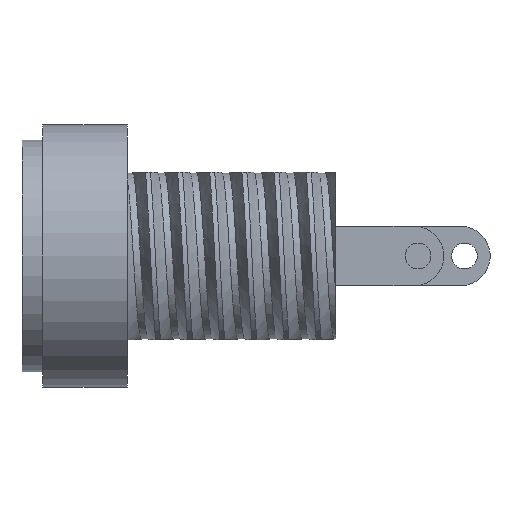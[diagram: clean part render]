
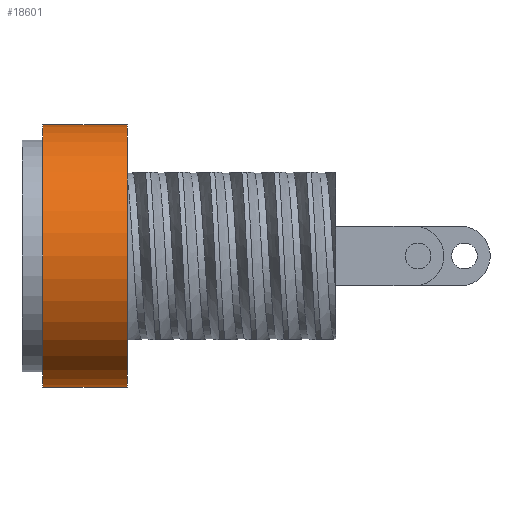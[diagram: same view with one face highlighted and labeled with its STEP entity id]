
A CAD part, left-side view. The second image highlights one B-rep face of the part: STEP entity #18601.
In plain terms, the highlighted cylindrical face has radius 5.1 mm (diameter 10.2 mm), a partial arc.
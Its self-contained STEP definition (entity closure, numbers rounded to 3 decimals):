
#862 = PLANE('',#863);
#863 = AXIS2_PLACEMENT_3D('',#864,#865,#866);
#864 = CARTESIAN_POINT('',(5.1,11.4,0.));
#865 = DIRECTION('',(0.,-1.,0.));
#866 = DIRECTION('',(0.,0.,-1.));
#959 = VERTEX_POINT('',#960);
#960 = CARTESIAN_POINT('',(0.,8.1,5.1));
#961 = VERTEX_POINT('',#962);
#962 = CARTESIAN_POINT('',(0.,8.1,-5.1));
#970 = CYLINDRICAL_SURFACE('',#971,5.1);
#971 = AXIS2_PLACEMENT_3D('',#972,#973,#974);
#972 = CARTESIAN_POINT('',(0.,10.,0.));
#973 = DIRECTION('',(0.,1.,0.));
#974 = DIRECTION('',(0.,-0.,1.));
#982 = PLANE('',#983);
#983 = AXIS2_PLACEMENT_3D('',#984,#985,#986);
#984 = CARTESIAN_POINT('',(3.9,8.1,0.));
#985 = DIRECTION('',(-0.,1.,0.));
#986 = DIRECTION('',(1.,0.,0.));
#994 = EDGE_CURVE('',#961,#995,#997,.T.);
#995 = VERTEX_POINT('',#996);
#996 = CARTESIAN_POINT('',(0.,11.4,-5.1));
#997 = SURFACE_CURVE('',#998,(#1002,#1009),.PCURVE_S1.);
#998 = LINE('',#999,#1000);
#999 = CARTESIAN_POINT('',(0.,10.,-5.1));
#1000 = VECTOR('',#1001,1.);
#1001 = DIRECTION('',(0.,1.,0.));
#1002 = PCURVE('',#970,#1003);
#1003 = DEFINITIONAL_REPRESENTATION('',(#1004),#1008);
#1004 = LINE('',#1005,#1006);
#1005 = CARTESIAN_POINT('',(3.142,0.));
#1006 = VECTOR('',#1007,1.);
#1007 = DIRECTION('',(0.,1.));
#1008 = ( GEOMETRIC_REPRESENTATION_CONTEXT(2) 
PARAMETRIC_REPRESENTATION_CONTEXT() REPRESENTATION_CONTEXT('2D SPACE',''
  ) );
#1009 = PCURVE('',#1010,#1015);
#1010 = CYLINDRICAL_SURFACE('',#1011,5.1);
#1011 = AXIS2_PLACEMENT_3D('',#1012,#1013,#1014);
#1012 = CARTESIAN_POINT('',(0.,10.,0.));
#1013 = DIRECTION('',(0.,1.,0.));
#1014 = DIRECTION('',(0.,-0.,1.));
#1015 = DEFINITIONAL_REPRESENTATION('',(#1016),#1020);
#1016 = LINE('',#1017,#1018);
#1017 = CARTESIAN_POINT('',(3.142,0.));
#1018 = VECTOR('',#1019,1.);
#1019 = DIRECTION('',(0.,1.));
#1020 = ( GEOMETRIC_REPRESENTATION_CONTEXT(2) 
PARAMETRIC_REPRESENTATION_CONTEXT() REPRESENTATION_CONTEXT('2D SPACE',''
  ) );
#1023 = VERTEX_POINT('',#1024);
#1024 = CARTESIAN_POINT('',(0.,11.4,5.1));
#1050 = EDGE_CURVE('',#959,#1023,#1051,.T.);
#1051 = SURFACE_CURVE('',#1052,(#1056,#1063),.PCURVE_S1.);
#1052 = LINE('',#1053,#1054);
#1053 = CARTESIAN_POINT('',(0.,10.,5.1));
#1054 = VECTOR('',#1055,1.);
#1055 = DIRECTION('',(0.,1.,0.));
#1056 = PCURVE('',#970,#1057);
#1057 = DEFINITIONAL_REPRESENTATION('',(#1058),#1062);
#1058 = LINE('',#1059,#1060);
#1059 = CARTESIAN_POINT('',(0.,0.));
#1060 = VECTOR('',#1061,1.);
#1061 = DIRECTION('',(0.,1.));
#1062 = ( GEOMETRIC_REPRESENTATION_CONTEXT(2) 
PARAMETRIC_REPRESENTATION_CONTEXT() REPRESENTATION_CONTEXT('2D SPACE',''
  ) );
#1063 = PCURVE('',#1010,#1064);
#1064 = DEFINITIONAL_REPRESENTATION('',(#1065),#1069);
#1065 = LINE('',#1066,#1067);
#1066 = CARTESIAN_POINT('',(6.283,0.));
#1067 = VECTOR('',#1068,1.);
#1068 = DIRECTION('',(0.,1.));
#1069 = ( GEOMETRIC_REPRESENTATION_CONTEXT(2) 
PARAMETRIC_REPRESENTATION_CONTEXT() REPRESENTATION_CONTEXT('2D SPACE',''
  ) );
#11435 = EDGE_CURVE('',#961,#959,#11436,.T.);
#11436 = SURFACE_CURVE('',#11437,(#11442,#11449),.PCURVE_S1.);
#11437 = CIRCLE('',#11438,5.1);
#11438 = AXIS2_PLACEMENT_3D('',#11439,#11440,#11441);
#11439 = CARTESIAN_POINT('',(0.,8.1,0.));
#11440 = DIRECTION('',(0.,1.,0.));
#11441 = DIRECTION('',(0.,-0.,1.));
#11442 = PCURVE('',#982,#11443);
#11443 = DEFINITIONAL_REPRESENTATION('',(#11444),#11448);
#11444 = CIRCLE('',#11445,5.1);
#11445 = AXIS2_PLACEMENT_2D('',#11446,#11447);
#11446 = CARTESIAN_POINT('',(-3.9,0.));
#11447 = DIRECTION('',(0.,-1.));
#11448 = ( GEOMETRIC_REPRESENTATION_CONTEXT(2) 
PARAMETRIC_REPRESENTATION_CONTEXT() REPRESENTATION_CONTEXT('2D SPACE',''
  ) );
#11449 = PCURVE('',#1010,#11450);
#11450 = DEFINITIONAL_REPRESENTATION('',(#11451),#11455);
#11451 = LINE('',#11452,#11453);
#11452 = CARTESIAN_POINT('',(0.,-1.9));
#11453 = VECTOR('',#11454,1.);
#11454 = DIRECTION('',(1.,0.));
#11455 = ( GEOMETRIC_REPRESENTATION_CONTEXT(2) 
PARAMETRIC_REPRESENTATION_CONTEXT() REPRESENTATION_CONTEXT('2D SPACE',''
  ) );
#18519 = EDGE_CURVE('',#995,#1023,#18520,.T.);
#18520 = SURFACE_CURVE('',#18521,(#18526,#18537),.PCURVE_S1.);
#18521 = CIRCLE('',#18522,5.1);
#18522 = AXIS2_PLACEMENT_3D('',#18523,#18524,#18525);
#18523 = CARTESIAN_POINT('',(0.,11.4,0.));
#18524 = DIRECTION('',(0.,1.,0.));
#18525 = DIRECTION('',(0.,-0.,1.));
#18526 = PCURVE('',#862,#18527);
#18527 = DEFINITIONAL_REPRESENTATION('',(#18528),#18536);
#18528 = ( BOUNDED_CURVE() B_SPLINE_CURVE(2,(#18529,#18530,#18531,#18532
    ,#18533,#18534,#18535),.UNSPECIFIED.,.T.,.F.) 
B_SPLINE_CURVE_WITH_KNOTS((1,2,2,2,2,1),(-2.094,0.,
    2.094,4.189,6.283,8.378),
.UNSPECIFIED.) CURVE() GEOMETRIC_REPRESENTATION_ITEM() 
RATIONAL_B_SPLINE_CURVE((1.,0.5,1.,0.5,1.,0.5,1.)) REPRESENTATION_ITEM(
  '') );
#18529 = CARTESIAN_POINT('',(-5.1,-5.1));
#18530 = CARTESIAN_POINT('',(-5.1,3.733));
#18531 = CARTESIAN_POINT('',(2.55,-0.683));
#18532 = CARTESIAN_POINT('',(10.2,-5.1));
#18533 = CARTESIAN_POINT('',(2.55,-9.517));
#18534 = CARTESIAN_POINT('',(-5.1,-13.933));
#18535 = CARTESIAN_POINT('',(-5.1,-5.1));
#18536 = ( GEOMETRIC_REPRESENTATION_CONTEXT(2) 
PARAMETRIC_REPRESENTATION_CONTEXT() REPRESENTATION_CONTEXT('2D SPACE',''
  ) );
#18537 = PCURVE('',#1010,#18538);
#18538 = DEFINITIONAL_REPRESENTATION('',(#18539),#18543);
#18539 = LINE('',#18540,#18541);
#18540 = CARTESIAN_POINT('',(0.,1.4));
#18541 = VECTOR('',#18542,1.);
#18542 = DIRECTION('',(1.,0.));
#18543 = ( GEOMETRIC_REPRESENTATION_CONTEXT(2) 
PARAMETRIC_REPRESENTATION_CONTEXT() REPRESENTATION_CONTEXT('2D SPACE',''
  ) );
#18601 = ADVANCED_FACE('',(#18602),#1010,.T.);
#18602 = FACE_BOUND('',#18603,.T.);
#18603 = EDGE_LOOP('',(#18604,#18605,#18606,#18607));
#18604 = ORIENTED_EDGE('',*,*,#994,.F.);
#18605 = ORIENTED_EDGE('',*,*,#11435,.T.);
#18606 = ORIENTED_EDGE('',*,*,#1050,.T.);
#18607 = ORIENTED_EDGE('',*,*,#18519,.F.);
